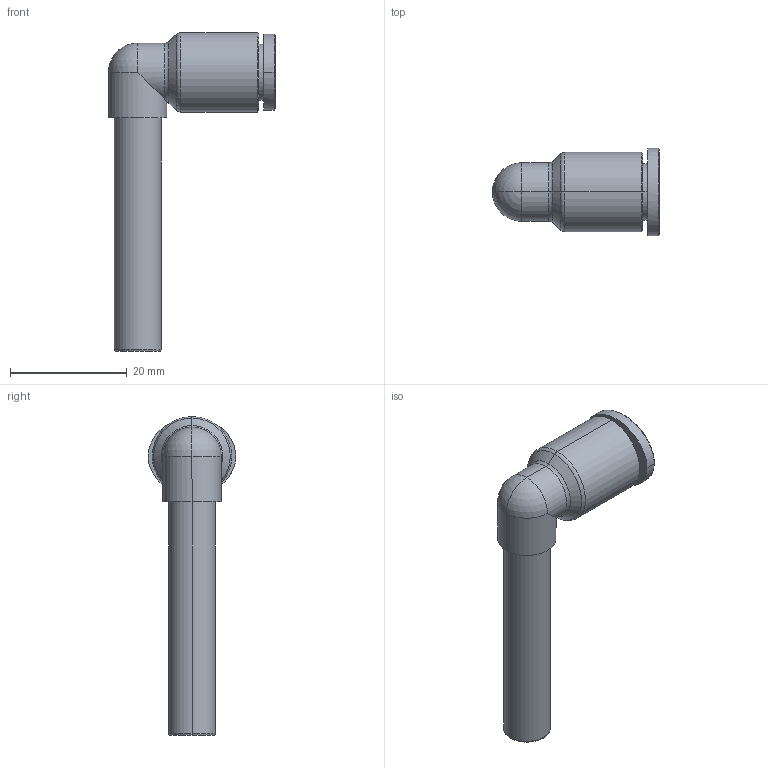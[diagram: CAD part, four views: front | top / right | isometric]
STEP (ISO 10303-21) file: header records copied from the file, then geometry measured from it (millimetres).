
FILE_DESCRIPTION((''),'2;1');
FILE_NAME('GPLLJ_08(3D).stp','2012-12-24T16:31:30',(''),(''),'Mechanical Desktop.R8.0.24.0','Mechanical Desktop.R8.0.24.0',', , ');
FILE_SCHEMA(('CONFIG_CONTROL_DESIGN'));
Length unit declared in the file: millimetre
Products named in the file (2): GPLLJ_08(3D); 睡ヶ1
Assembly tree (1 placements, depth 2):
  GPLLJ_08(3D)
    睡ヶ1
Bounding box: 28.6 x 15 x 54.6 mm (x, y, z)
Volume: 4617 mm3; surface area: 3019.3 mm2
Topology: 1 solids, 1 shells, 405 faces, 1134 edges, 749 vertices
Faces by surface type: plane 339, bspline 31, cylinder 21, cone 8, torus 4, sphere 2
Entity records: 13688 total; most frequent: CARTESIAN_POINT 3176, ORIENTED_EDGE 2264, DIRECTION 1995, EDGE_CURVE 1132, VECTOR 1007, LINE 1007, VERTEX_POINT 749, AXIS2_PLACEMENT_3D 494
